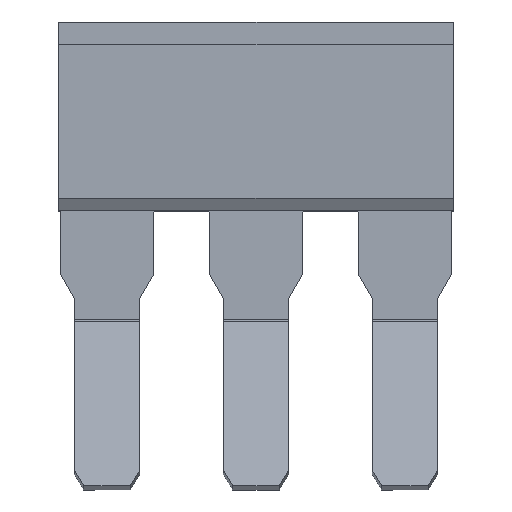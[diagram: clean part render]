
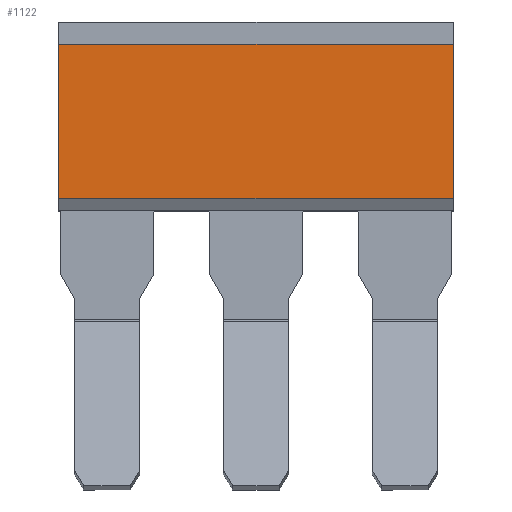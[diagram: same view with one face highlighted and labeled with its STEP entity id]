
A CAD part, top view. The second image highlights one B-rep face of the part: STEP entity #1122.
In plain terms, the highlighted planar face has unit normal (0, 0, 1).
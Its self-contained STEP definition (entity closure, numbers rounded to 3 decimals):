
#26 = VERTEX_POINT ( 'NONE', #923 ) ;
#53 = CARTESIAN_POINT ( 'NONE',  ( 5.866, 16.114, -0.011 ) ) ;
#158 = ORIENTED_EDGE ( 'NONE', *, *, #1198, .T. ) ;
#176 = ORIENTED_EDGE ( 'NONE', *, *, #1206, .T. ) ;
#243 = ORIENTED_EDGE ( 'NONE', *, *, #1194, .T. ) ;
#272 = CARTESIAN_POINT ( 'NONE',  ( 5.866, 16.114, -0.011 ) ) ;
#286 = PLANE ( 'NONE',  #341 ) ;
#341 = AXIS2_PLACEMENT_3D ( 'NONE', #1991, #2393, #1648 ) ;
#350 = VERTEX_POINT ( 'NONE', #1459 ) ;
#583 = CARTESIAN_POINT ( 'NONE',  ( -15.334, 16.114, -0.011 ) ) ;
#662 = EDGE_LOOP ( 'NONE', ( #158, #176, #1748, #243 ) ) ;
#923 = CARTESIAN_POINT ( 'NONE',  ( -15.334, 7.857, -0.011 ) ) ;
#1122 = ADVANCED_FACE ( 'NONE', ( #2265 ), #286, .T. ) ;
#1165 = EDGE_CURVE ( 'NONE', #350, #2095, #2345, .T. ) ;
#1194 = EDGE_CURVE ( 'NONE', #2095, #1952, #2019, .T. ) ;
#1198 = EDGE_CURVE ( 'NONE', #1952, #26, #1949, .T. ) ;
#1206 = EDGE_CURVE ( 'NONE', #26, #350, #1722, .T. ) ;
#1459 = CARTESIAN_POINT ( 'NONE',  ( 5.866, 7.857, -0.011 ) ) ;
#1648 = DIRECTION ( 'NONE',  ( 0., -1., 0. ) ) ;
#1722 = LINE ( 'NONE', #2213, #1734 ) ;
#1734 = VECTOR ( 'NONE', #2312, 1000. ) ;
#1748 = ORIENTED_EDGE ( 'NONE', *, *, #1165, .T. ) ;
#1865 = VECTOR ( 'NONE', #2323, 1000. ) ;
#1919 = VECTOR ( 'NONE', #2337, 1000. ) ;
#1949 = LINE ( 'NONE', #2349, #1865 ) ;
#1952 = VERTEX_POINT ( 'NONE', #583 ) ;
#1991 = CARTESIAN_POINT ( 'NONE',  ( -15.334, 16.114, -0.011 ) ) ;
#2019 = LINE ( 'NONE', #2361, #1919 ) ;
#2095 = VERTEX_POINT ( 'NONE', #53 ) ;
#2213 = CARTESIAN_POINT ( 'NONE',  ( -15.334, 7.857, -0.011 ) ) ;
#2265 = FACE_OUTER_BOUND ( 'NONE', #662, .T. ) ;
#2299 = VECTOR ( 'NONE', #2433, 1000. ) ;
#2312 = DIRECTION ( 'NONE',  ( 1., 0., 0. ) ) ;
#2323 = DIRECTION ( 'NONE',  ( 0., -1., 0. ) ) ;
#2337 = DIRECTION ( 'NONE',  ( -1., 0., 0. ) ) ;
#2345 = LINE ( 'NONE', #272, #2299 ) ;
#2349 = CARTESIAN_POINT ( 'NONE',  ( -15.334, 16.114, -0.011 ) ) ;
#2361 = CARTESIAN_POINT ( 'NONE',  ( -15.334, 16.114, -0.011 ) ) ;
#2393 = DIRECTION ( 'NONE',  ( 0., 0., 1. ) ) ;
#2433 = DIRECTION ( 'NONE',  ( 0., 1., 0. ) ) ;
